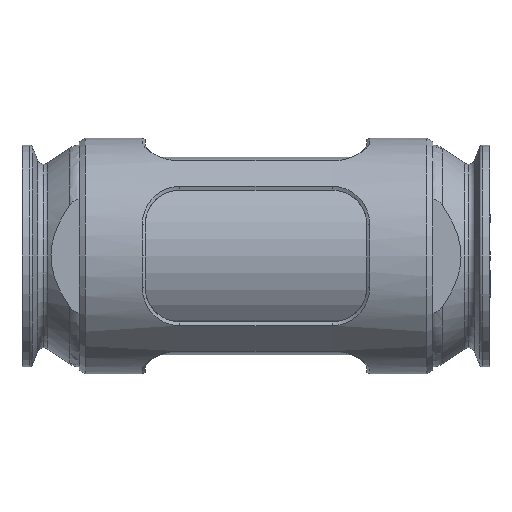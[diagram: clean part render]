
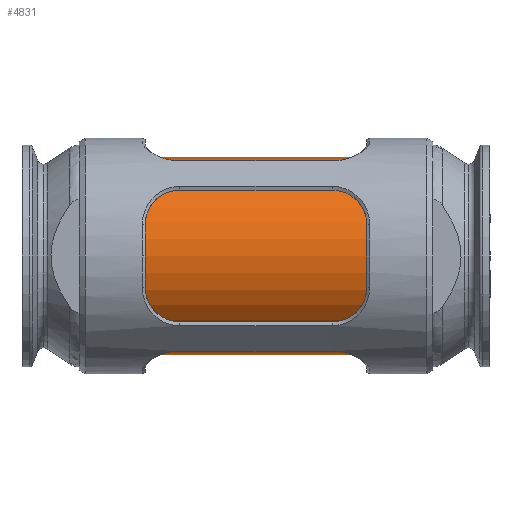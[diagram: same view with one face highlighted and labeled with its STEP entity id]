
A CAD part, front view. The second image highlights one B-rep face of the part: STEP entity #4831.
In plain terms, the highlighted cylindrical face has radius 28.5 mm (diameter 57 mm), a partial arc.
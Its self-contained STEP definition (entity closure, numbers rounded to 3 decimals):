
#558 = LINE ( 'NONE', #6022, #9523 ) ;
#2571 = VECTOR ( 'NONE', #16341, 1000. ) ;
#2669 = EDGE_CURVE ( 'NONE', #11384, #11657, #11746, .T. ) ;
#3180 = AXIS2_PLACEMENT_3D ( 'NONE', #11798, #5267, #14822 ) ;
#3339 = CARTESIAN_POINT ( 'NONE',  ( 0.5, 0., -28.5 ) ) ;
#3438 = CYLINDRICAL_SURFACE ( 'NONE', #7171, 28.5 ) ;
#3969 = ORIENTED_EDGE ( 'NONE', *, *, #11717, .T. ) ;
#4032 = CIRCLE ( 'NONE', #3180, 28.5 ) ;
#4831 = ADVANCED_FACE ( 'NONE', ( #10155 ), #3438, .T. ) ;
#5267 = DIRECTION ( 'NONE',  ( -1., 0., 0. ) ) ;
#5441 = EDGE_CURVE ( 'NONE', #14312, #11384, #16752, .T. ) ;
#6022 = CARTESIAN_POINT ( 'NONE',  ( 89., 0., -28.5 ) ) ;
#6360 = CARTESIAN_POINT ( 'NONE',  ( 0.5, 0., 0. ) ) ;
#6535 = EDGE_LOOP ( 'NONE', ( #14088, #3969, #7282, #6559 ) ) ;
#6559 = ORIENTED_EDGE ( 'NONE', *, *, #2669, .T. ) ;
#6818 = EDGE_CURVE ( 'NONE', #6924, #11657, #558, .T. ) ;
#6924 = VERTEX_POINT ( 'NONE', #17614 ) ;
#7171 = AXIS2_PLACEMENT_3D ( 'NONE', #12644, #10241, #16841 ) ;
#7282 = ORIENTED_EDGE ( 'NONE', *, *, #5441, .T. ) ;
#8928 = CARTESIAN_POINT ( 'NONE',  ( 0.5, 0., 28.5 ) ) ;
#9523 = VECTOR ( 'NONE', #15579, 1000. ) ;
#10155 = FACE_OUTER_BOUND ( 'NONE', #6535, .T. ) ;
#10241 = DIRECTION ( 'NONE',  ( -1., 0., 0. ) ) ;
#11384 = VERTEX_POINT ( 'NONE', #8928 ) ;
#11657 = VERTEX_POINT ( 'NONE', #3339 ) ;
#11717 = EDGE_CURVE ( 'NONE', #6924, #14312, #4032, .T. ) ;
#11746 = CIRCLE ( 'NONE', #13173, 28.5 ) ;
#11798 = CARTESIAN_POINT ( 'NONE',  ( 88.5, 0., 0. ) ) ;
#12257 = CARTESIAN_POINT ( 'NONE',  ( 88.5, 0., 28.5 ) ) ;
#12644 = CARTESIAN_POINT ( 'NONE',  ( 89., 0., 0. ) ) ;
#12788 = DIRECTION ( 'NONE',  ( 1., 0., 0. ) ) ;
#13173 = AXIS2_PLACEMENT_3D ( 'NONE', #6360, #12788, #14214 ) ;
#14088 = ORIENTED_EDGE ( 'NONE', *, *, #6818, .F. ) ;
#14214 = DIRECTION ( 'NONE',  ( 0., 0., -1. ) ) ;
#14312 = VERTEX_POINT ( 'NONE', #12257 ) ;
#14822 = DIRECTION ( 'NONE',  ( 0., 0., -1. ) ) ;
#15579 = DIRECTION ( 'NONE',  ( -1., 0., 0. ) ) ;
#16341 = DIRECTION ( 'NONE',  ( -1., 0., 0. ) ) ;
#16752 = LINE ( 'NONE', #17514, #2571 ) ;
#16841 = DIRECTION ( 'NONE',  ( 0., 0., 1. ) ) ;
#17514 = CARTESIAN_POINT ( 'NONE',  ( 89., 0., 28.5 ) ) ;
#17614 = CARTESIAN_POINT ( 'NONE',  ( 88.5, 0., -28.5 ) ) ;
